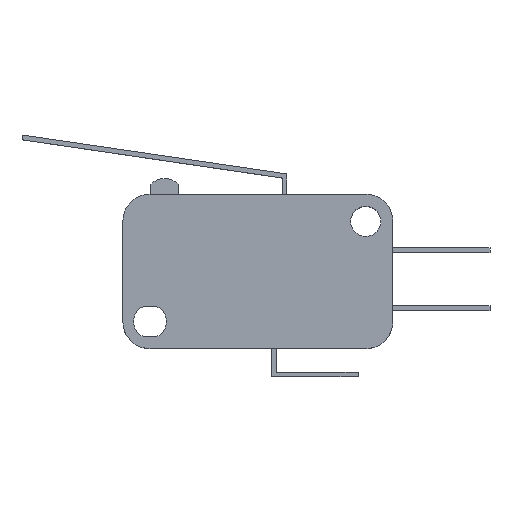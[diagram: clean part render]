
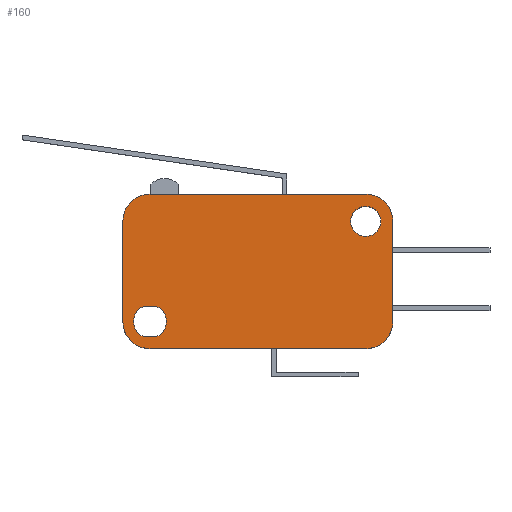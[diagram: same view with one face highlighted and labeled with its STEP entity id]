
A CAD part, top view. The second image highlights one B-rep face of the part: STEP entity #160.
In plain terms, the highlighted planar face has unit normal (0, 0, 1).
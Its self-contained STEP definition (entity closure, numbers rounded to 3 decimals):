
#3 = ORIENTED_EDGE ( 'NONE', *, *, #51, .T. ) ;
#4 = ORIENTED_EDGE ( 'NONE', *, *, #64, .T. ) ;
#11 = EDGE_CURVE ( 'NONE', #13, #12, #191, .T. ) ;
#12 = VERTEX_POINT ( 'NONE', #202 ) ;
#13 = VERTEX_POINT ( 'NONE', #198 ) ;
#33 = DIRECTION ( 'NONE',  ( 0., 0., 1. ) ) ;
#34 = DIRECTION ( 'NONE',  ( 0., -1., 0. ) ) ;
#38 = VERTEX_POINT ( 'NONE', #270 ) ;
#42 = EDGE_CURVE ( 'NONE', #1521, #38, #264, .T. ) ;
#51 = EDGE_CURVE ( 'NONE', #38, #99, #257, .T. ) ;
#61 = EDGE_CURVE ( 'NONE', #82, #62, #305, .T. ) ;
#62 = VERTEX_POINT ( 'NONE', #307 ) ;
#64 = EDGE_CURVE ( 'NONE', #84, #82, #299, .T. ) ;
#82 = VERTEX_POINT ( 'NONE', #286 ) ;
#84 = VERTEX_POINT ( 'NONE', #328 ) ;
#88 = EDGE_CURVE ( 'NONE', #99, #84, #318, .T. ) ;
#99 = VERTEX_POINT ( 'NONE', #369 ) ;
#108 = EDGE_CURVE ( 'NONE', #12, #13, #342, .T. ) ;
#116 = EDGE_CURVE ( 'NONE', #1493, #126, #346, .T. ) ;
#124 = EDGE_CURVE ( 'NONE', #62, #1513, #394, .T. ) ;
#126 = VERTEX_POINT ( 'NONE', #376 ) ;
#143 = EDGE_LOOP ( 'NONE', ( #156, #148, #147, #151, #153, #3, #149, #4 ) ) ;
#144 = EDGE_CURVE ( 'NONE', #126, #162, #409, .T. ) ;
#145 = ORIENTED_EDGE ( 'NONE', *, *, #144, .T. ) ;
#147 = ORIENTED_EDGE ( 'NONE', *, *, #1479, .T. ) ;
#148 = ORIENTED_EDGE ( 'NONE', *, *, #124, .T. ) ;
#149 = ORIENTED_EDGE ( 'NONE', *, *, #88, .T. ) ;
#151 = ORIENTED_EDGE ( 'NONE', *, *, #1541, .T. ) ;
#153 = ORIENTED_EDGE ( 'NONE', *, *, #42, .T. ) ;
#155 = EDGE_LOOP ( 'NONE', ( #158, #165, #166, #145 ) ) ;
#156 = ORIENTED_EDGE ( 'NONE', *, *, #61, .T. ) ;
#158 = ORIENTED_EDGE ( 'NONE', *, *, #164, .F. ) ;
#159 = ORIENTED_EDGE ( 'NONE', *, *, #108, .T. ) ;
#160 = ADVANCED_FACE ( 'NONE', ( #426, #411, #410 ), #420, .T. ) ;
#162 = VERTEX_POINT ( 'NONE', #418 ) ;
#164 = EDGE_CURVE ( 'NONE', #1378, #162, #404, .T. ) ;
#165 = ORIENTED_EDGE ( 'NONE', *, *, #1495, .T. ) ;
#166 = ORIENTED_EDGE ( 'NONE', *, *, #116, .T. ) ;
#169 = ORIENTED_EDGE ( 'NONE', *, *, #11, .T. ) ;
#177 = EDGE_LOOP ( 'NONE', ( #169, #159 ) ) ;
#184 = DIRECTION ( 'NONE',  ( 0., -1., 0. ) ) ;
#185 = DIRECTION ( 'NONE',  ( 0., 0., -1. ) ) ;
#186 = CARTESIAN_POINT ( 'NONE',  ( 0., 0., 5.15 ) ) ;
#187 = AXIS2_PLACEMENT_3D ( 'NONE', #186, #185, #184 ) ;
#191 = CIRCLE ( 'NONE', #187, 1.55 ) ;
#198 = CARTESIAN_POINT ( 'NONE',  ( 0., -1.55, 5.15 ) ) ;
#202 = CARTESIAN_POINT ( 'NONE',  ( 0., 1.55, 5.15 ) ) ;
#210 = DIRECTION ( 'NONE',  ( 0., 1., 0. ) ) ;
#250 = DIRECTION ( 'NONE',  ( 0., 0., 1. ) ) ;
#257 = CIRCLE ( 'NONE', #258, 2.8 ) ;
#258 = AXIS2_PLACEMENT_3D ( 'NONE', #265, #250, #210 ) ;
#261 = DIRECTION ( 'NONE',  ( 0., -1., 0. ) ) ;
#262 = VECTOR ( 'NONE', #261, 1000. ) ;
#263 = CARTESIAN_POINT ( 'NONE',  ( -25., -5.15, 5.15 ) ) ;
#264 = LINE ( 'NONE', #263, #262 ) ;
#265 = CARTESIAN_POINT ( 'NONE',  ( -22.2, -10.3, 5.15 ) ) ;
#270 = CARTESIAN_POINT ( 'NONE',  ( -25., -10.3, 5.15 ) ) ;
#286 = CARTESIAN_POINT ( 'NONE',  ( 2.8, -10.3, 5.15 ) ) ;
#291 = DIRECTION ( 'NONE',  ( 0., 1., 0. ) ) ;
#292 = DIRECTION ( 'NONE',  ( 0., 0., 1. ) ) ;
#295 = CARTESIAN_POINT ( 'NONE',  ( 0., -10.3, 5.15 ) ) ;
#297 = DIRECTION ( 'NONE',  ( 0., 1., 0. ) ) ;
#298 = VECTOR ( 'NONE', #297, 1000. ) ;
#299 = CIRCLE ( 'NONE', #306, 2.8 ) ;
#304 = CARTESIAN_POINT ( 'NONE',  ( 2.8, -5.15, 5.15 ) ) ;
#305 = LINE ( 'NONE', #304, #298 ) ;
#306 = AXIS2_PLACEMENT_3D ( 'NONE', #295, #292, #291 ) ;
#307 = CARTESIAN_POINT ( 'NONE',  ( 2.8, 0., 5.15 ) ) ;
#312 = DIRECTION ( 'NONE',  ( 1., 0., 0. ) ) ;
#313 = VECTOR ( 'NONE', #312, 1000. ) ;
#317 = CARTESIAN_POINT ( 'NONE',  ( -11.1, -13.1, 5.15 ) ) ;
#318 = LINE ( 'NONE', #317, #313 ) ;
#328 = CARTESIAN_POINT ( 'NONE',  ( 0., -13.1, 5.15 ) ) ;
#339 = DIRECTION ( 'NONE',  ( 0., -1., 0. ) ) ;
#340 = DIRECTION ( 'NONE',  ( 0., 0., -1. ) ) ;
#341 = AXIS2_PLACEMENT_3D ( 'NONE', #365, #340, #339 ) ;
#342 = CIRCLE ( 'NONE', #341, 1.55 ) ;
#346 = CIRCLE ( 'NONE', #393, 1.7 ) ;
#354 = CARTESIAN_POINT ( 'NONE',  ( -22.2, -10.3, 5.15 ) ) ;
#365 = CARTESIAN_POINT ( 'NONE',  ( 0., 0., 5.15 ) ) ;
#369 = CARTESIAN_POINT ( 'NONE',  ( -22.2, -13.1, 5.15 ) ) ;
#375 = CARTESIAN_POINT ( 'NONE',  ( 0., 0., 5.15 ) ) ;
#376 = CARTESIAN_POINT ( 'NONE',  ( -22.898, -8.75, 5.15 ) ) ;
#391 = DIRECTION ( 'NONE',  ( 0., -1., 0. ) ) ;
#392 = DIRECTION ( 'NONE',  ( 0., 0., -1. ) ) ;
#393 = AXIS2_PLACEMENT_3D ( 'NONE', #354, #392, #391 ) ;
#394 = CIRCLE ( 'NONE', #430, 2.8 ) ;
#401 = DIRECTION ( 'NONE',  ( 1., 0., 0. ) ) ;
#402 = AXIS2_PLACEMENT_3D ( 'NONE', #413, #33, #34 ) ;
#404 = CIRCLE ( 'NONE', #402, 1.7 ) ;
#405 = AXIS2_PLACEMENT_3D ( 'NONE', #419, #412, #401 ) ;
#406 = DIRECTION ( 'NONE',  ( 1., 0., 0. ) ) ;
#407 = VECTOR ( 'NONE', #406, 1000. ) ;
#408 = CARTESIAN_POINT ( 'NONE',  ( -22.2, -8.75, 5.15 ) ) ;
#409 = LINE ( 'NONE', #408, #407 ) ;
#410 = FACE_OUTER_BOUND ( 'NONE', #143, .T. ) ;
#411 = FACE_BOUND ( 'NONE', #155, .T. ) ;
#412 = DIRECTION ( 'NONE',  ( 0., 0., 1. ) ) ;
#413 = CARTESIAN_POINT ( 'NONE',  ( -22.2, -10.3, 5.15 ) ) ;
#418 = CARTESIAN_POINT ( 'NONE',  ( -21.502, -8.75, 5.15 ) ) ;
#419 = CARTESIAN_POINT ( 'NONE',  ( -25., -13.1, 5.15 ) ) ;
#420 = PLANE ( 'NONE',  #405 ) ;
#426 = FACE_BOUND ( 'NONE', #177, .T. ) ;
#428 = DIRECTION ( 'NONE',  ( 0., 1., 0. ) ) ;
#429 = DIRECTION ( 'NONE',  ( 0., 0., 1. ) ) ;
#430 = AXIS2_PLACEMENT_3D ( 'NONE', #375, #429, #428 ) ;
#509 = CARTESIAN_POINT ( 'NONE',  ( -21.502, -11.85, 5.15 ) ) ;
#677 = CARTESIAN_POINT ( 'NONE',  ( -22.2, -11.85, 5.15 ) ) ;
#678 = LINE ( 'NONE', #677, #732 ) ;
#688 = CARTESIAN_POINT ( 'NONE',  ( -22.898, -11.85, 5.15 ) ) ;
#696 = DIRECTION ( 'NONE',  ( -1., 0., 0. ) ) ;
#697 = VECTOR ( 'NONE', #696, 1000. ) ;
#698 = CARTESIAN_POINT ( 'NONE',  ( -11.1, 2.8, 5.15 ) ) ;
#699 = LINE ( 'NONE', #698, #697 ) ;
#723 = CARTESIAN_POINT ( 'NONE',  ( 0., 2.8, 5.15 ) ) ;
#731 = DIRECTION ( 'NONE',  ( -1., 0., 0. ) ) ;
#732 = VECTOR ( 'NONE', #731, 1000. ) ;
#749 = CIRCLE ( 'NONE', #783, 2.8 ) ;
#750 = CARTESIAN_POINT ( 'NONE',  ( -22.2, 2.8, 5.15 ) ) ;
#758 = CARTESIAN_POINT ( 'NONE',  ( -25., 0., 5.15 ) ) ;
#780 = DIRECTION ( 'NONE',  ( 0., 1., 0. ) ) ;
#781 = DIRECTION ( 'NONE',  ( 0., 0., 1. ) ) ;
#782 = CARTESIAN_POINT ( 'NONE',  ( -22.2, 0., 5.15 ) ) ;
#783 = AXIS2_PLACEMENT_3D ( 'NONE', #782, #781, #780 ) ;
#1378 = VERTEX_POINT ( 'NONE', #509 ) ;
#1479 = EDGE_CURVE ( 'NONE', #1513, #1525, #699, .T. ) ;
#1493 = VERTEX_POINT ( 'NONE', #688 ) ;
#1495 = EDGE_CURVE ( 'NONE', #1378, #1493, #678, .T. ) ;
#1513 = VERTEX_POINT ( 'NONE', #723 ) ;
#1521 = VERTEX_POINT ( 'NONE', #758 ) ;
#1525 = VERTEX_POINT ( 'NONE', #750 ) ;
#1541 = EDGE_CURVE ( 'NONE', #1525, #1521, #749, .T. ) ;
